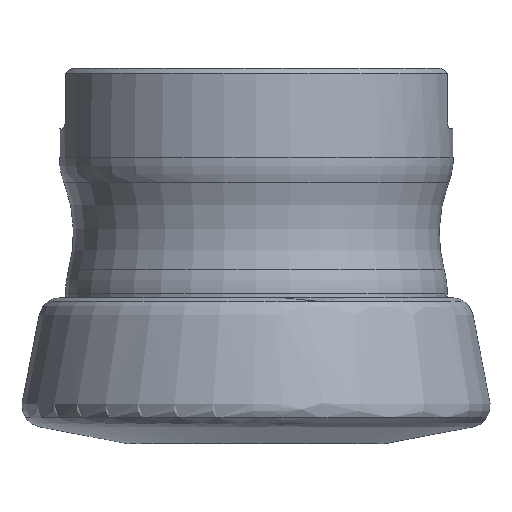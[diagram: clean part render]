
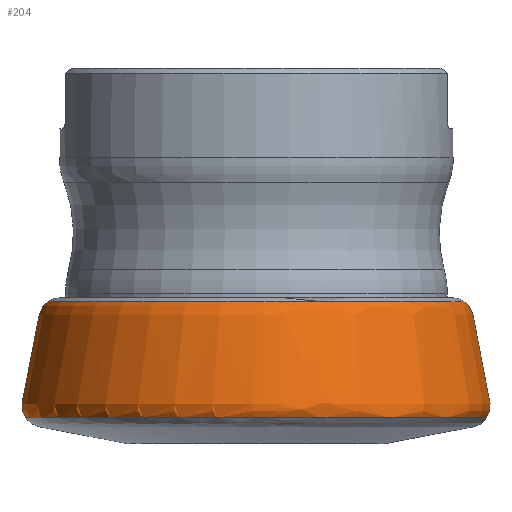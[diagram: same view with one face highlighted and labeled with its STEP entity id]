
A CAD part, left-side view. The second image highlights one B-rep face of the part: STEP entity #204.
In plain terms, the highlighted face is a revolution surface.
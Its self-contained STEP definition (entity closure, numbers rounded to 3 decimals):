
#204=ADVANCED_FACE('',(#289,#290),#246,.F.);
#246=SURFACE_OF_REVOLUTION('',#256,#251);
#251=AXIS1_PLACEMENT('',#1144,#910);
#256=B_SPLINE_CURVE_WITH_KNOTS('',3,(#1132,#1133,#1134,#1135,#1136,#1137,
#1138,#1139,#1140,#1141,#1142,#1143),.UNSPECIFIED.,.F.,.F.,(4,2,1,2,1,2,
4),(0.,0.14,0.32,0.5,0.68,
0.86,1.),.UNSPECIFIED.);
#289=FACE_BOUND('',#333,.T.);
#290=FACE_BOUND('',#334,.T.);
#333=EDGE_LOOP('',(#397));
#334=EDGE_LOOP('',(#398));
#397=ORIENTED_EDGE('',*,*,#606,.T.);
#398=ORIENTED_EDGE('',*,*,#605,.F.);
#548=VERTEX_POINT('',#1116);
#549=VERTEX_POINT('',#1131);
#605=EDGE_CURVE('',#548,#548,#682,.T.);
#606=EDGE_CURVE('',#549,#549,#683,.T.);
#682=CIRCLE('',#814,24.602);
#683=CIRCLE('',#815,22.187);
#814=AXIS2_PLACEMENT_3D('',#1115,#905,#906);
#815=AXIS2_PLACEMENT_3D('',#1130,#908,#909);
#905=DIRECTION('',(0.,0.,-1.));
#906=DIRECTION('',(-1.,0.,0.));
#908=DIRECTION('',(0.,0.,-1.));
#909=DIRECTION('',(-1.,0.,0.));
#910=DIRECTION('',(0.,0.,-1.));
#1115=CARTESIAN_POINT('',(0.,0.,-37.24));
#1116=CARTESIAN_POINT('',(-24.602,0.,-37.24));
#1130=CARTESIAN_POINT('',(0.,0.,-24.814));
#1131=CARTESIAN_POINT('',(-22.187,0.,-24.814));
#1132=CARTESIAN_POINT('',(-20.023,-14.295,-37.24));
#1133=CARTESIAN_POINT('',(-20.259,-14.536,-36.735));
#1134=CARTESIAN_POINT('',(-20.334,-14.644,-36.11));
#1135=CARTESIAN_POINT('',(-20.091,-14.527,-34.745));
#1136=CARTESIAN_POINT('',(-19.817,-14.395,-33.208));
#1137=CARTESIAN_POINT('',(-19.543,-14.264,-31.671));
#1138=CARTESIAN_POINT('',(-19.27,-14.132,-30.134));
#1139=CARTESIAN_POINT('',(-18.996,-14.,-28.597));
#1140=CARTESIAN_POINT('',(-18.722,-13.869,-27.06));
#1141=CARTESIAN_POINT('',(-18.479,-13.752,-25.695));
#1142=CARTESIAN_POINT('',(-18.198,-13.545,-25.16));
#1143=CARTESIAN_POINT('',(-17.81,-13.231,-24.814));
#1144=CARTESIAN_POINT('',(0.,0.,0.));
